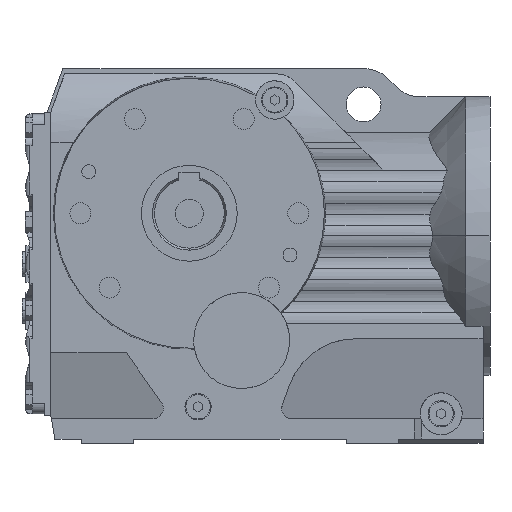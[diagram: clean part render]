
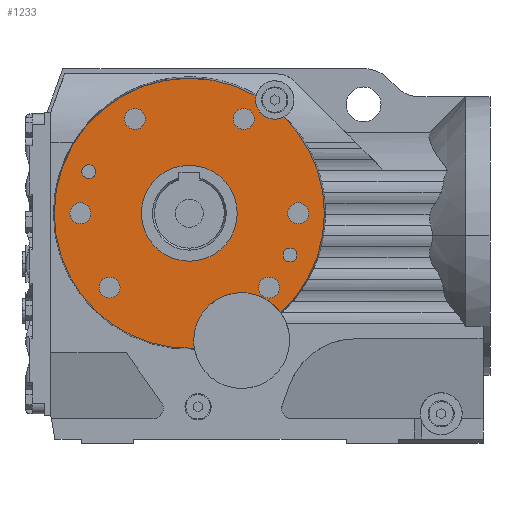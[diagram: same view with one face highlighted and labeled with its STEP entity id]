
A CAD part, front view. The second image highlights one B-rep face of the part: STEP entity #1233.
In plain terms, the highlighted planar face has unit normal (0, -1, 0).
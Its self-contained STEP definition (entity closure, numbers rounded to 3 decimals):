
#1233=ADVANCED_FACE('NONE',(#2621,#2622,#2623,#2624,#2625,#2626,#2627,#2628,#2629,#2630),#2631,.T.);
#2621=FACE_BOUND('',#4176,.T.);
#2622=FACE_OUTER_BOUND('',#4177,.T.);
#2623=FACE_BOUND('',#4178,.T.);
#2624=FACE_BOUND('',#4179,.T.);
#2625=FACE_BOUND('',#4180,.T.);
#2626=FACE_BOUND('',#4181,.T.);
#2627=FACE_BOUND('',#4182,.T.);
#2628=FACE_BOUND('',#4183,.T.);
#2629=FACE_BOUND('',#4184,.T.);
#2630=FACE_BOUND('',#4185,.T.);
#2631=PLANE('',#4186);
#4176=EDGE_LOOP('',(#7928,#7929,#7930));
#4177=EDGE_LOOP('',(#7931,#7932,#7933,#7934,#7935,#7936,#7937,#7938));
#4178=EDGE_LOOP('',(#7939,#7940));
#4179=EDGE_LOOP('',(#7941,#7942));
#4180=EDGE_LOOP('',(#7943,#7944));
#4181=EDGE_LOOP('',(#7945,#7946));
#4182=EDGE_LOOP('',(#7947,#7948));
#4183=EDGE_LOOP('',(#7949,#7950));
#4184=EDGE_LOOP('',(#7951,#7952));
#4185=EDGE_LOOP('',(#7953,#7954));
#4186=AXIS2_PLACEMENT_3D('',#7955,#7956,#7957);
#7928=ORIENTED_EDGE('',*,*,#9346,.T.);
#7929=ORIENTED_EDGE('',*,*,#9361,.T.);
#7930=ORIENTED_EDGE('',*,*,#9347,.T.);
#7931=ORIENTED_EDGE('',*,*,#9277,.F.);
#7932=ORIENTED_EDGE('',*,*,#10633,.F.);
#7933=ORIENTED_EDGE('',*,*,#10199,.F.);
#7934=ORIENTED_EDGE('',*,*,#10411,.F.);
#7935=ORIENTED_EDGE('',*,*,#10375,.F.);
#7936=ORIENTED_EDGE('',*,*,#10634,.F.);
#7937=ORIENTED_EDGE('',*,*,#10229,.F.);
#7938=ORIENTED_EDGE('',*,*,#10415,.F.);
#7939=ORIENTED_EDGE('',*,*,#10635,.F.);
#7940=ORIENTED_EDGE('',*,*,#10288,.F.);
#7941=ORIENTED_EDGE('',*,*,#10636,.F.);
#7942=ORIENTED_EDGE('',*,*,#10293,.F.);
#7943=ORIENTED_EDGE('',*,*,#10637,.F.);
#7944=ORIENTED_EDGE('',*,*,#10298,.F.);
#7945=ORIENTED_EDGE('',*,*,#10638,.F.);
#7946=ORIENTED_EDGE('',*,*,#10303,.F.);
#7947=ORIENTED_EDGE('',*,*,#10639,.F.);
#7948=ORIENTED_EDGE('',*,*,#10308,.F.);
#7949=ORIENTED_EDGE('',*,*,#10640,.F.);
#7950=ORIENTED_EDGE('',*,*,#10313,.F.);
#7951=ORIENTED_EDGE('',*,*,#10641,.F.);
#7952=ORIENTED_EDGE('',*,*,#10318,.F.);
#7953=ORIENTED_EDGE('',*,*,#10642,.F.);
#7954=ORIENTED_EDGE('',*,*,#10323,.F.);
#7955=CARTESIAN_POINT('',(0.0,-80.0,77.5));
#7956=DIRECTION('',(0.0,-1.0,0.0));
#7957=DIRECTION('',(1.0,0.0,0.0));
#9277=EDGE_CURVE('NONE',#11130,#11117,#11132,.T.);
#9346=EDGE_CURVE('',#11253,#11250,#11254,.T.);
#9347=EDGE_CURVE('',#11255,#11253,#11256,.T.);
#9361=EDGE_CURVE('',#11250,#11255,#11276,.T.);
#10199=EDGE_CURVE('NONE',#12511,#12512,#12513,.T.);
#10229=EDGE_CURVE('NONE',#12564,#12565,#12566,.T.);
#10288=EDGE_CURVE('NONE',#12668,#12670,#12671,.T.);
#10293=EDGE_CURVE('NONE',#12677,#12679,#12680,.T.);
#10298=EDGE_CURVE('NONE',#12686,#12688,#12689,.T.);
#10303=EDGE_CURVE('NONE',#12695,#12697,#12698,.T.);
#10308=EDGE_CURVE('NONE',#12704,#12706,#12707,.T.);
#10313=EDGE_CURVE('NONE',#12713,#12715,#12716,.T.);
#10318=EDGE_CURVE('NONE',#12722,#12724,#12725,.T.);
#10323=EDGE_CURVE('NONE',#12731,#12733,#12734,.T.);
#10375=EDGE_CURVE('NONE',#12812,#12813,#12814,.T.);
#10411=EDGE_CURVE('NONE',#12813,#12511,#12875,.T.);
#10415=EDGE_CURVE('NONE',#11117,#12564,#12880,.T.);
#10633=EDGE_CURVE('NONE',#12512,#11130,#13192,.T.);
#10634=EDGE_CURVE('NONE',#12565,#12812,#13193,.T.);
#10635=EDGE_CURVE('NONE',#12670,#12668,#13194,.T.);
#10636=EDGE_CURVE('NONE',#12679,#12677,#13195,.T.);
#10637=EDGE_CURVE('NONE',#12688,#12686,#13196,.T.);
#10638=EDGE_CURVE('NONE',#12697,#12695,#13197,.T.);
#10639=EDGE_CURVE('NONE',#12706,#12704,#13198,.T.);
#10640=EDGE_CURVE('NONE',#12715,#12713,#13199,.T.);
#10641=EDGE_CURVE('NONE',#12724,#12722,#13200,.T.);
#10642=EDGE_CURVE('NONE',#12733,#12731,#13201,.T.);
#11117=VERTEX_POINT('',#14187);
#11130=VERTEX_POINT('NONE',#14244);
#11132=CIRCLE('',#14249,77.5);
#11250=VERTEX_POINT('',#14467);
#11253=VERTEX_POINT('',#14471);
#11254=CIRCLE('',#14472,27.5);
#11255=VERTEX_POINT('',#14473);
#11256=CIRCLE('',#14474,27.5);
#11276=CIRCLE('',#14497,27.5);
#12511=VERTEX_POINT('NONE',#16988);
#12512=VERTEX_POINT('NONE',#16989);
#12513=CIRCLE('',#16990,11.0);
#12564=VERTEX_POINT('NONE',#17055);
#12565=VERTEX_POINT('NONE',#17056);
#12566=CIRCLE('',#17057,27.5);
#12668=VERTEX_POINT('NONE',#17193);
#12670=VERTEX_POINT('NONE',#17196);
#12671=CIRCLE('',#17197,6.0);
#12677=VERTEX_POINT('NONE',#17204);
#12679=VERTEX_POINT('NONE',#17207);
#12680=CIRCLE('',#17208,6.0);
#12686=VERTEX_POINT('NONE',#17215);
#12688=VERTEX_POINT('NONE',#17218);
#12689=CIRCLE('',#17219,4.0);
#12695=VERTEX_POINT('NONE',#17226);
#12697=VERTEX_POINT('NONE',#17229);
#12698=CIRCLE('',#17230,4.0);
#12704=VERTEX_POINT('NONE',#17237);
#12706=VERTEX_POINT('NONE',#17240);
#12707=CIRCLE('',#17241,6.0);
#12713=VERTEX_POINT('NONE',#17248);
#12715=VERTEX_POINT('NONE',#17251);
#12716=CIRCLE('',#17252,6.0);
#12722=VERTEX_POINT('NONE',#17259);
#12724=VERTEX_POINT('NONE',#17262);
#12725=CIRCLE('',#17263,6.0);
#12731=VERTEX_POINT('NONE',#17270);
#12733=VERTEX_POINT('NONE',#17273);
#12734=CIRCLE('',#17274,6.0);
#12812=VERTEX_POINT('NONE',#17550);
#12813=VERTEX_POINT('NONE',#17551);
#12814=CIRCLE('',#17552,77.5);
#12875=CIRCLE('',#17673,77.5);
#12880=CIRCLE('',#17725,77.5);
#13192=CIRCLE('',#18637,11.0);
#13193=CIRCLE('',#18638,27.5);
#13194=CIRCLE('',#18639,6.0);
#13195=CIRCLE('',#18640,6.0);
#13196=CIRCLE('',#18641,4.0);
#13197=CIRCLE('',#18642,4.0);
#13198=CIRCLE('',#18643,6.0);
#13199=CIRCLE('',#18644,6.0);
#13200=CIRCLE('',#18645,6.0);
#13201=CIRCLE('',#18646,6.0);
#14187=CARTESIAN_POINT('',(77.5,-80.0,0.));
#14244=CARTESIAN_POINT('',(54.258,-80.0,55.338));
#14249=AXIS2_PLACEMENT_3D('',#19202,#19203,#19204);
#14467=CARTESIAN_POINT('',(0.,-80.0,-27.5));
#14471=CARTESIAN_POINT('',(27.5,-80.0,0.0));
#14472=AXIS2_PLACEMENT_3D('',#19294,#19295,#19296);
#14473=CARTESIAN_POINT('',(0.,-80.0,27.5));
#14474=AXIS2_PLACEMENT_3D('',#19297,#19298,#19299);
#14497=AXIS2_PLACEMENT_3D('',#19324,#19325,#19326);
#16988=CARTESIAN_POINT('',(38.264,-80.0,67.395));
#16989=CARTESIAN_POINT('',(38.0,-80.0,65.0));
#16990=AXIS2_PLACEMENT_3D('',#20080,#20081,#20082);
#17055=CARTESIAN_POINT('',(52.423,-80.0,-57.08));
#17056=CARTESIAN_POINT('',(2.5,-80.0,-73.0));
#17057=AXIS2_PLACEMENT_3D('',#20127,#20128,#20129);
#17193=CARTESIAN_POINT('',(56.5,-80.0,0.));
#17196=CARTESIAN_POINT('',(68.5,-80.0,0.));
#17197=AXIS2_PLACEMENT_3D('',#20221,#20222,#20223);
#17204=CARTESIAN_POINT('',(-68.5,-80.0,0.));
#17207=CARTESIAN_POINT('',(-56.5,-80.0,0.));
#17208=AXIS2_PLACEMENT_3D('',#20229,#20230,#20231);
#17215=CARTESIAN_POINT('',(-61.742,-80.0,23.918));
#17218=CARTESIAN_POINT('',(-53.742,-80.0,23.918));
#17219=AXIS2_PLACEMENT_3D('',#20237,#20238,#20239);
#17226=CARTESIAN_POINT('',(53.742,-80.0,-23.918));
#17229=CARTESIAN_POINT('',(61.742,-80.0,-23.918));
#17230=AXIS2_PLACEMENT_3D('',#20245,#20246,#20247);
#17237=CARTESIAN_POINT('',(-51.71,-80.0,-42.625));
#17240=CARTESIAN_POINT('',(-39.71,-80.0,-42.625));
#17241=AXIS2_PLACEMENT_3D('',#20253,#20254,#20255);
#17248=CARTESIAN_POINT('',(39.71,-80.0,-42.625));
#17251=CARTESIAN_POINT('',(51.71,-80.0,-42.625));
#17252=AXIS2_PLACEMENT_3D('',#20261,#20262,#20263);
#17259=CARTESIAN_POINT('',(-37.25,-80.0,54.127));
#17262=CARTESIAN_POINT('',(-25.25,-80.0,54.127));
#17263=AXIS2_PLACEMENT_3D('',#20269,#20270,#20271);
#17270=CARTESIAN_POINT('',(25.25,-80.0,54.127));
#17273=CARTESIAN_POINT('',(37.25,-80.0,54.127));
#17274=AXIS2_PLACEMENT_3D('',#20277,#20278,#20279);
#17550=CARTESIAN_POINT('',(2.862,-80.0,-77.447));
#17551=CARTESIAN_POINT('',(-77.5,-80.0,0.0));
#17552=AXIS2_PLACEMENT_3D('',#20309,#20310,#20311);
#17673=AXIS2_PLACEMENT_3D('',#20340,#20341,#20342);
#17725=AXIS2_PLACEMENT_3D('',#20346,#20347,#20348);
#18637=AXIS2_PLACEMENT_3D('',#20510,#20511,#20512);
#18638=AXIS2_PLACEMENT_3D('',#20513,#20514,#20515);
#18639=AXIS2_PLACEMENT_3D('',#20516,#20517,#20518);
#18640=AXIS2_PLACEMENT_3D('',#20519,#20520,#20521);
#18641=AXIS2_PLACEMENT_3D('',#20522,#20523,#20524);
#18642=AXIS2_PLACEMENT_3D('',#20525,#20526,#20527);
#18643=AXIS2_PLACEMENT_3D('',#20528,#20529,#20530);
#18644=AXIS2_PLACEMENT_3D('',#20531,#20532,#20533);
#18645=AXIS2_PLACEMENT_3D('',#20534,#20535,#20536);
#18646=AXIS2_PLACEMENT_3D('',#20537,#20538,#20539);
#19202=CARTESIAN_POINT('',(0.0,-80.0,0.0));
#19203=DIRECTION('',(0.0,1.0,0.0));
#19204=DIRECTION('',(-1.0,0.0,0.0));
#19294=CARTESIAN_POINT('',(0.0,-80.0,0.0));
#19295=DIRECTION('',(-0.0,1.0,0.0));
#19296=DIRECTION('',(1.0,0.0,0.0));
#19297=CARTESIAN_POINT('',(0.0,-80.0,0.0));
#19298=DIRECTION('',(-0.0,1.0,0.0));
#19299=DIRECTION('',(1.0,0.0,0.0));
#19324=CARTESIAN_POINT('',(0.0,-80.0,0.0));
#19325=DIRECTION('',(-0.0,1.0,0.0));
#19326=DIRECTION('',(1.0,0.0,0.0));
#20080=CARTESIAN_POINT('',(49.0,-80.0,65.0));
#20081=DIRECTION('',(0.0,-1.0,0.0));
#20082=DIRECTION('',(1.0,0.0,0.0));
#20127=CARTESIAN_POINT('',(30.0,-80.0,-73.0));
#20128=DIRECTION('',(0.0,-1.0,0.0));
#20129=DIRECTION('',(1.0,0.0,0.0));
#20221=CARTESIAN_POINT('',(62.5,-80.0,0.));
#20222=DIRECTION('',(0.0,-1.0,0.0));
#20223=DIRECTION('',(-1.0,0.0,0.0));
#20229=CARTESIAN_POINT('',(-62.5,-80.0,0.));
#20230=DIRECTION('',(0.0,-1.0,0.0));
#20231=DIRECTION('',(1.0,0.0,0.0));
#20237=CARTESIAN_POINT('',(-57.742,-80.0,23.918));
#20238=DIRECTION('',(0.0,-1.0,0.0));
#20239=DIRECTION('',(1.0,0.0,0.0));
#20245=CARTESIAN_POINT('',(57.742,-80.0,-23.918));
#20246=DIRECTION('',(0.0,-1.0,0.0));
#20247=DIRECTION('',(1.0,0.0,0.0));
#20253=CARTESIAN_POINT('',(-45.71,-80.0,-42.625));
#20254=DIRECTION('',(0.0,-1.0,0.0));
#20255=DIRECTION('',(1.0,0.0,0.0));
#20261=CARTESIAN_POINT('',(45.71,-80.0,-42.625));
#20262=DIRECTION('',(0.0,-1.0,0.0));
#20263=DIRECTION('',(1.0,0.0,0.0));
#20269=CARTESIAN_POINT('',(-31.25,-80.0,54.127));
#20270=DIRECTION('',(0.0,-1.0,0.0));
#20271=DIRECTION('',(1.0,0.0,0.0));
#20277=CARTESIAN_POINT('',(31.25,-80.0,54.127));
#20278=DIRECTION('',(0.0,-1.0,0.0));
#20279=DIRECTION('',(1.0,0.0,0.0));
#20309=CARTESIAN_POINT('',(0.0,-80.0,0.0));
#20310=DIRECTION('',(0.0,1.0,0.0));
#20311=DIRECTION('',(-1.0,0.0,0.0));
#20340=CARTESIAN_POINT('',(0.0,-80.0,0.0));
#20341=DIRECTION('',(0.0,1.0,0.0));
#20342=DIRECTION('',(-1.0,0.0,0.0));
#20346=CARTESIAN_POINT('',(0.0,-80.0,0.0));
#20347=DIRECTION('',(0.0,1.0,0.0));
#20348=DIRECTION('',(-1.0,0.0,0.0));
#20510=CARTESIAN_POINT('',(49.0,-80.0,65.0));
#20511=DIRECTION('',(0.0,-1.0,0.0));
#20512=DIRECTION('',(1.0,0.0,0.0));
#20513=CARTESIAN_POINT('',(30.0,-80.0,-73.0));
#20514=DIRECTION('',(0.0,-1.0,0.0));
#20515=DIRECTION('',(1.0,0.0,0.0));
#20516=CARTESIAN_POINT('',(62.5,-80.0,0.));
#20517=DIRECTION('',(0.0,-1.0,0.0));
#20518=DIRECTION('',(-1.0,0.0,0.0));
#20519=CARTESIAN_POINT('',(-62.5,-80.0,0.));
#20520=DIRECTION('',(0.0,-1.0,0.0));
#20521=DIRECTION('',(1.0,0.0,0.0));
#20522=CARTESIAN_POINT('',(-57.742,-80.0,23.918));
#20523=DIRECTION('',(0.0,-1.0,0.0));
#20524=DIRECTION('',(1.0,0.0,0.0));
#20525=CARTESIAN_POINT('',(57.742,-80.0,-23.918));
#20526=DIRECTION('',(0.0,-1.0,0.0));
#20527=DIRECTION('',(1.0,0.0,0.0));
#20528=CARTESIAN_POINT('',(-45.71,-80.0,-42.625));
#20529=DIRECTION('',(0.0,-1.0,0.0));
#20530=DIRECTION('',(1.0,0.0,0.0));
#20531=CARTESIAN_POINT('',(45.71,-80.0,-42.625));
#20532=DIRECTION('',(0.0,-1.0,0.0));
#20533=DIRECTION('',(1.0,0.0,0.0));
#20534=CARTESIAN_POINT('',(-31.25,-80.0,54.127));
#20535=DIRECTION('',(0.0,-1.0,0.0));
#20536=DIRECTION('',(1.0,0.0,0.0));
#20537=CARTESIAN_POINT('',(31.25,-80.0,54.127));
#20538=DIRECTION('',(0.0,-1.0,0.0));
#20539=DIRECTION('',(1.0,0.0,0.0));
